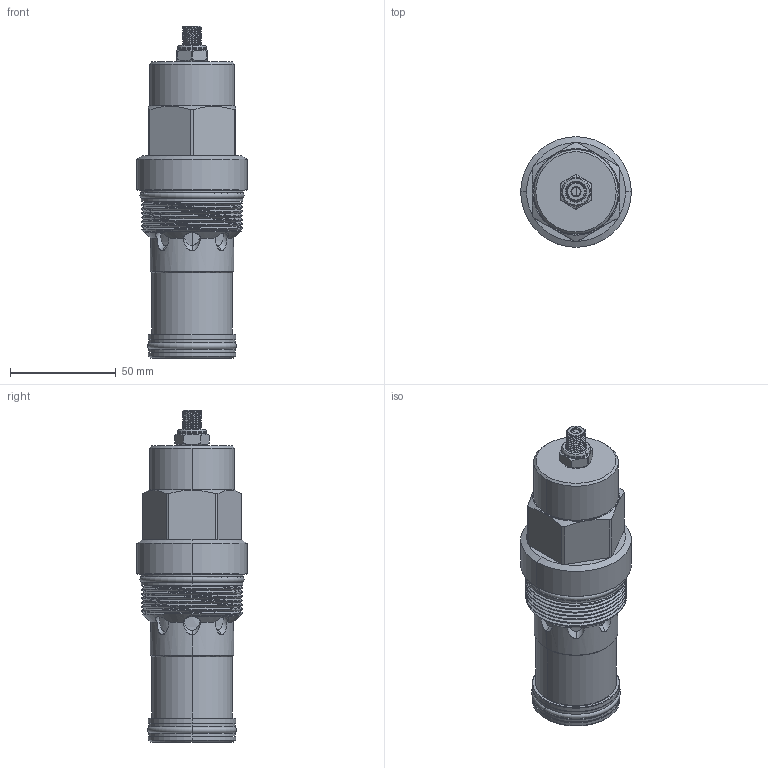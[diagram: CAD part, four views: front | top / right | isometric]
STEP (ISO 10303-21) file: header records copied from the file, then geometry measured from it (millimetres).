
FILE_DESCRIPTION (( 'STEP AP203' ), '1' );
FILE_NAME ('NV18A20-L.STEP', '2023-11-22T01:48:36', ( '' ), ( '' ), 'SwSTEP 2.0', 'SolidWorks 2018', '' );
FILE_SCHEMA (( 'CONFIG_CONTROL_DESIGN' ));
Length unit declared in the file: millimetre
Products named in the file (1): NV18A20-L
Bounding box: 52.37 x 52.37 x 157.16 mm (x, y, z)
Volume: 201483.8 mm3; surface area: 30758.2 mm2
Topology: 1 solids, 6 shells, 276 faces, 687 edges, 435 vertices
Faces by surface type: cylinder 108, cone 68, plane 53, torus 33, bspline 14
Entity records: 21124 total; most frequent: CARTESIAN_POINT 15029, ORIENTED_EDGE 1366, DIRECTION 1146, EDGE_CURVE 683, AXIS2_PLACEMENT_3D 486, VERTEX_POINT 435, EDGE_LOOP 294, FACE_OUTER_BOUND 276
